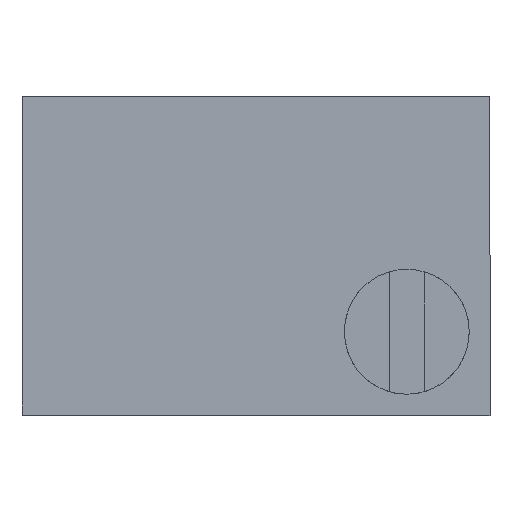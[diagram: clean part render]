
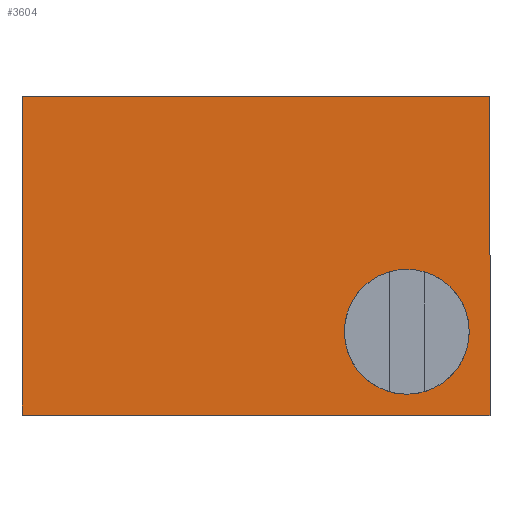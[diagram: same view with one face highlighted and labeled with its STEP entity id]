
A CAD part, top view. The second image highlights one B-rep face of the part: STEP entity #3604.
In plain terms, the highlighted planar face has unit normal (0, 0, 1).
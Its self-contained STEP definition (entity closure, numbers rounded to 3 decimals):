
#1 = DIRECTION ( 'NONE',  ( 1., 0., 0. ) ) ;
#712 = VERTEX_POINT ( 'NONE', #4552 ) ;
#1365 = DIRECTION ( 'NONE',  ( -1., 0., 0. ) ) ;
#1367 = DIRECTION ( 'NONE',  ( 0., 0., 1. ) ) ;
#1526 = CARTESIAN_POINT ( 'NONE',  ( 3.375, -2.3, 0. ) ) ;
#1628 = CARTESIAN_POINT ( 'NONE',  ( 2.175, -1.1, 0. ) ) ;
#1650 = CARTESIAN_POINT ( 'NONE',  ( 3.075, -1.1, 0. ) ) ;
#1709 = CIRCLE ( 'NONE', #3863, 0.9 ) ;
#1720 = EDGE_CURVE ( 'NONE', #712, #7044, #5894, .T. ) ;
#1769 = EDGE_CURVE ( 'NONE', #8815, #3844, #3325, .T. ) ;
#2168 = CARTESIAN_POINT ( 'NONE',  ( 0., 0., 0. ) ) ;
#2479 = EDGE_CURVE ( 'NONE', #7044, #4957, #5223, .T. ) ;
#3138 = ORIENTED_EDGE ( 'NONE', *, *, #2479, .T. ) ;
#3242 = EDGE_LOOP ( 'NONE', ( #5384, #6189, #11162, #3138 ) ) ;
#3325 = CIRCLE ( 'NONE', #10192, 0.9 ) ;
#3479 = EDGE_LOOP ( 'NONE', ( #5735, #10963 ) ) ;
#3604 = ADVANCED_FACE ( 'NONE', ( #4590, #10300 ), #5765, .T. ) ;
#3844 = VERTEX_POINT ( 'NONE', #10347 ) ;
#3863 = AXIS2_PLACEMENT_3D ( 'NONE', #1628, #5414, #3953 ) ;
#3945 = CARTESIAN_POINT ( 'NONE',  ( -3.375, 2.3, 0. ) ) ;
#3953 = DIRECTION ( 'NONE',  ( 1., 0., 0. ) ) ;
#4465 = DIRECTION ( 'NONE',  ( 0., 1., 0. ) ) ;
#4552 = CARTESIAN_POINT ( 'NONE',  ( -3.375, 2.3, 0. ) ) ;
#4590 = FACE_BOUND ( 'NONE', #3479, .T. ) ;
#4713 = CARTESIAN_POINT ( 'NONE',  ( 2.175, -1.1, 0. ) ) ;
#4957 = VERTEX_POINT ( 'NONE', #1526 ) ;
#5158 = VERTEX_POINT ( 'NONE', #10855 ) ;
#5223 = LINE ( 'NONE', #8041, #8669 ) ;
#5384 = ORIENTED_EDGE ( 'NONE', *, *, #7653, .T. ) ;
#5414 = DIRECTION ( 'NONE',  ( 0., 0., 1. ) ) ;
#5735 = ORIENTED_EDGE ( 'NONE', *, *, #11868, .F. ) ;
#5765 = PLANE ( 'NONE',  #10995 ) ;
#5894 = LINE ( 'NONE', #3945, #7841 ) ;
#6189 = ORIENTED_EDGE ( 'NONE', *, *, #7747, .T. ) ;
#7044 = VERTEX_POINT ( 'NONE', #11004 ) ;
#7653 = EDGE_CURVE ( 'NONE', #4957, #5158, #8280, .T. ) ;
#7747 = EDGE_CURVE ( 'NONE', #5158, #712, #7834, .T. ) ;
#7834 = LINE ( 'NONE', #10722, #7898 ) ;
#7841 = VECTOR ( 'NONE', #11514, 1000. ) ;
#7898 = VECTOR ( 'NONE', #1365, 1000. ) ;
#8041 = CARTESIAN_POINT ( 'NONE',  ( -3.375, -2.3, 0. ) ) ;
#8280 = LINE ( 'NONE', #10106, #12219 ) ;
#8458 = DIRECTION ( 'NONE',  ( 0., 0., 1. ) ) ;
#8669 = VECTOR ( 'NONE', #11770, 1000. ) ;
#8815 = VERTEX_POINT ( 'NONE', #1650 ) ;
#10106 = CARTESIAN_POINT ( 'NONE',  ( 3.375, 2.3, 0. ) ) ;
#10192 = AXIS2_PLACEMENT_3D ( 'NONE', #4713, #8458, #1 ) ;
#10300 = FACE_OUTER_BOUND ( 'NONE', #3242, .T. ) ;
#10347 = CARTESIAN_POINT ( 'NONE',  ( 1.275, -1.1, 0. ) ) ;
#10660 = DIRECTION ( 'NONE',  ( 1., 0., 0. ) ) ;
#10722 = CARTESIAN_POINT ( 'NONE',  ( -3.375, 2.3, 0. ) ) ;
#10855 = CARTESIAN_POINT ( 'NONE',  ( 3.375, 2.3, 0. ) ) ;
#10963 = ORIENTED_EDGE ( 'NONE', *, *, #1769, .F. ) ;
#10995 = AXIS2_PLACEMENT_3D ( 'NONE', #2168, #1367, #10660 ) ;
#11004 = CARTESIAN_POINT ( 'NONE',  ( -3.375, -2.3, 0. ) ) ;
#11162 = ORIENTED_EDGE ( 'NONE', *, *, #1720, .T. ) ;
#11514 = DIRECTION ( 'NONE',  ( 0., -1., 0. ) ) ;
#11770 = DIRECTION ( 'NONE',  ( 1., 0., 0. ) ) ;
#11868 = EDGE_CURVE ( 'NONE', #3844, #8815, #1709, .T. ) ;
#12219 = VECTOR ( 'NONE', #4465, 1000. ) ;
